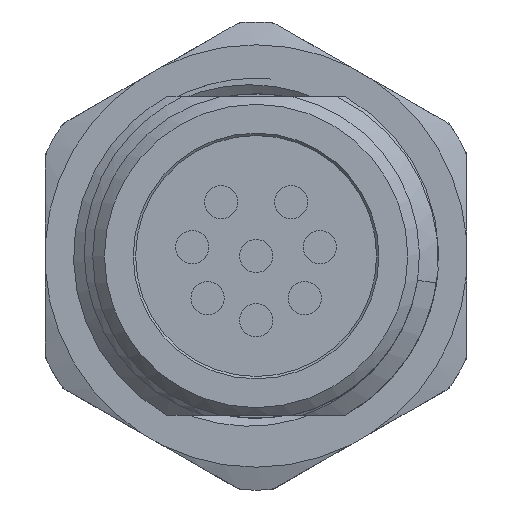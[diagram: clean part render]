
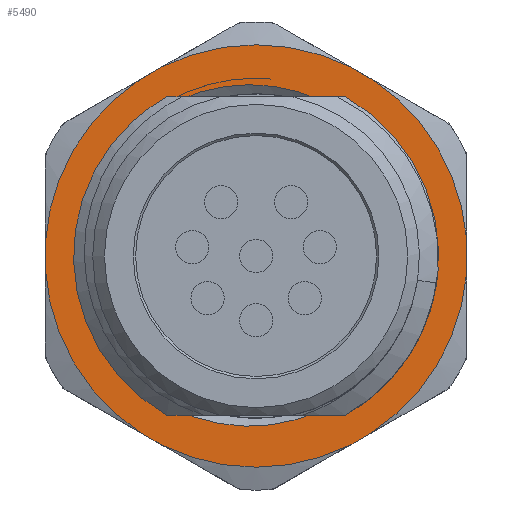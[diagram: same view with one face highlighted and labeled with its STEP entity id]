
A CAD part, left-side view. The second image highlights one B-rep face of the part: STEP entity #5490.
In plain terms, the highlighted planar face has unit normal (-1, 0, 0).
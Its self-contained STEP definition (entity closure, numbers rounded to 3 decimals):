
#396=PLANE('',#6489);
#530=B_SPLINE_CURVE_WITH_KNOTS('',3,(#30481,#30482,#30483,#30484,#30485,
#30486,#30487),.UNSPECIFIED.,.F.,.F.,(4,1,1,1,4),(0.,
0.004,0.009,0.013,0.017),
 .UNSPECIFIED.);
#531=B_SPLINE_CURVE_WITH_KNOTS('',3,(#30491,#30492,#30493,#30494,#30495,
#30496,#30497),.UNSPECIFIED.,.F.,.F.,(4,1,1,1,4),(0.,
0.004,0.009,0.013,0.017),
 .UNSPECIFIED.);
#752=LINE('',#30498,#958);
#753=LINE('',#30503,#959);
#754=LINE('',#30507,#960);
#755=LINE('',#30511,#961);
#756=LINE('',#30515,#962);
#757=LINE('',#30519,#963);
#958=VECTOR('',#7868,1000.);
#959=VECTOR('',#7871,1000.);
#960=VECTOR('',#7874,1000.);
#961=VECTOR('',#7877,1000.);
#962=VECTOR('',#7880,1000.);
#963=VECTOR('',#7883,1000.);
#2094=ORIENTED_EDGE('',*,*,#2948,.F.);
#2095=ORIENTED_EDGE('',*,*,#2949,.T.);
#2096=ORIENTED_EDGE('',*,*,#2950,.T.);
#2097=ORIENTED_EDGE('',*,*,#2951,.T.);
#2098=ORIENTED_EDGE('',*,*,#2952,.F.);
#2099=ORIENTED_EDGE('',*,*,#2953,.T.);
#2100=ORIENTED_EDGE('',*,*,#2954,.F.);
#2101=ORIENTED_EDGE('',*,*,#2955,.T.);
#2102=ORIENTED_EDGE('',*,*,#2956,.F.);
#2103=ORIENTED_EDGE('',*,*,#2957,.T.);
#2104=ORIENTED_EDGE('',*,*,#2958,.F.);
#2105=ORIENTED_EDGE('',*,*,#2959,.T.);
#2106=ORIENTED_EDGE('',*,*,#2960,.F.);
#2107=ORIENTED_EDGE('',*,*,#2961,.T.);
#2108=ORIENTED_EDGE('',*,*,#2962,.F.);
#2109=ORIENTED_EDGE('',*,*,#2963,.T.);
#2948=EDGE_CURVE('',#3515,#3516,#3869,.T.);
#2949=EDGE_CURVE('',#3515,#3517,#530,.T.);
#2950=EDGE_CURVE('',#3517,#3518,#3870,.F.);
#2951=EDGE_CURVE('',#3518,#3516,#531,.T.);
#2952=EDGE_CURVE('',#3519,#3520,#752,.T.);
#2953=EDGE_CURVE('',#3519,#3521,#3871,.F.);
#2954=EDGE_CURVE('',#3522,#3521,#753,.T.);
#2955=EDGE_CURVE('',#3522,#3523,#3872,.F.);
#2956=EDGE_CURVE('',#3524,#3523,#754,.T.);
#2957=EDGE_CURVE('',#3524,#3525,#3873,.F.);
#2958=EDGE_CURVE('',#3526,#3525,#755,.T.);
#2959=EDGE_CURVE('',#3526,#3527,#3874,.F.);
#2960=EDGE_CURVE('',#3528,#3527,#756,.T.);
#2961=EDGE_CURVE('',#3528,#3529,#3875,.F.);
#2962=EDGE_CURVE('',#3530,#3529,#757,.T.);
#2963=EDGE_CURVE('',#3530,#3520,#3876,.F.);
#3515=VERTEX_POINT('',#30479);
#3516=VERTEX_POINT('',#30480);
#3517=VERTEX_POINT('',#30488);
#3518=VERTEX_POINT('',#30490);
#3519=VERTEX_POINT('',#30499);
#3520=VERTEX_POINT('',#30500);
#3521=VERTEX_POINT('',#30502);
#3522=VERTEX_POINT('',#30504);
#3523=VERTEX_POINT('',#30506);
#3524=VERTEX_POINT('',#30508);
#3525=VERTEX_POINT('',#30510);
#3526=VERTEX_POINT('',#30512);
#3527=VERTEX_POINT('',#30514);
#3528=VERTEX_POINT('',#30516);
#3529=VERTEX_POINT('',#30518);
#3530=VERTEX_POINT('',#30520);
#3869=CIRCLE('',#6490,7.6);
#3870=CIRCLE('',#6491,6.93);
#3871=CIRCLE('',#6492,9.024);
#3872=CIRCLE('',#6493,9.024);
#3873=CIRCLE('',#6494,9.024);
#3874=CIRCLE('',#6495,9.024);
#3875=CIRCLE('',#6496,9.024);
#3876=CIRCLE('',#6497,9.024);
#4390=EDGE_LOOP('',(#2094,#2095,#2096,#2097));
#4391=EDGE_LOOP('',(#2098,#2099,#2100,#2101,#2102,#2103,#2104,#2105,#2106,
#2107,#2108,#2109));
#4961=FACE_BOUND('',#4390,.T.);
#4962=FACE_BOUND('',#4391,.T.);
#5490=ADVANCED_FACE('',(#4961,#4962),#396,.F.);
#6489=AXIS2_PLACEMENT_3D('',#30477,#7862,#7863);
#6490=AXIS2_PLACEMENT_3D('',#30478,#7864,#7865);
#6491=AXIS2_PLACEMENT_3D('',#30489,#7866,#7867);
#6492=AXIS2_PLACEMENT_3D('',#30501,#7869,#7870);
#6493=AXIS2_PLACEMENT_3D('',#30505,#7872,#7873);
#6494=AXIS2_PLACEMENT_3D('',#30509,#7875,#7876);
#6495=AXIS2_PLACEMENT_3D('',#30513,#7878,#7879);
#6496=AXIS2_PLACEMENT_3D('',#30517,#7881,#7882);
#6497=AXIS2_PLACEMENT_3D('',#30521,#7884,#7885);
#7862=DIRECTION('',(1.,0.,0.));
#7863=DIRECTION('',(0.,0.,-1.));
#7864=DIRECTION('',(-1.,0.,0.));
#7865=DIRECTION('',(0.,1.,0.));
#7866=DIRECTION('',(-1.,0.,0.));
#7867=DIRECTION('',(0.,0.,1.));
#7868=DIRECTION('',(0.,1.,0.));
#7869=DIRECTION('',(1.,0.,0.));
#7870=DIRECTION('',(0.,0.,-1.));
#7871=DIRECTION('',(0.,0.498,-0.867));
#7872=DIRECTION('',(1.,0.,0.));
#7873=DIRECTION('',(0.,0.,-1.));
#7874=DIRECTION('',(0.,-0.498,-0.867));
#7875=DIRECTION('',(1.,0.,0.));
#7876=DIRECTION('',(0.,0.,-1.));
#7877=DIRECTION('',(0.,-1.,0.));
#7878=DIRECTION('',(1.,0.,0.));
#7879=DIRECTION('',(0.,0.,-1.));
#7880=DIRECTION('',(0.,-0.497,0.868));
#7881=DIRECTION('',(1.,0.,0.));
#7882=DIRECTION('',(0.,0.,-1.));
#7883=DIRECTION('',(0.,0.497,0.868));
#7884=DIRECTION('',(1.,0.,0.));
#7885=DIRECTION('',(0.,0.,-1.));
#30477=CARTESIAN_POINT('',(-1.5,0.,0.));
#30478=CARTESIAN_POINT('',(-1.5,0.,0.));
#30479=CARTESIAN_POINT('',(-1.5,-4.081,6.411));
#30480=CARTESIAN_POINT('',(-1.5,3.02,6.974));
#30481=CARTESIAN_POINT('',(-1.5,-4.081,6.411));
#30482=CARTESIAN_POINT('',(-1.5,-5.265,5.593));
#30483=CARTESIAN_POINT('',(-1.5,-7.132,3.294));
#30484=CARTESIAN_POINT('',(-1.5,-7.622,-1.136));
#30485=CARTESIAN_POINT('',(-1.5,-5.55,-5.108));
#30486=CARTESIAN_POINT('',(-1.5,-2.928,-6.508));
#30487=CARTESIAN_POINT('',(-1.5,-1.511,-6.763));
#30488=CARTESIAN_POINT('',(-1.5,-1.511,-6.763));
#30489=CARTESIAN_POINT('',(-1.5,0.,0.));
#30490=CARTESIAN_POINT('',(-1.5,2.558,-6.441));
#30491=CARTESIAN_POINT('',(-1.5,2.558,-6.441));
#30492=CARTESIAN_POINT('',(-1.5,3.917,-5.964));
#30493=CARTESIAN_POINT('',(-1.5,6.29,-4.163));
#30494=CARTESIAN_POINT('',(-1.5,7.705,0.074));
#30495=CARTESIAN_POINT('',(-1.5,6.523,4.38));
#30496=CARTESIAN_POINT('',(-1.5,4.318,6.354));
#30497=CARTESIAN_POINT('',(-1.5,3.02,6.974));
#30498=CARTESIAN_POINT('',(-1.5,-4.376,-8.992));
#30499=CARTESIAN_POINT('',(-1.5,-0.764,-8.992));
#30500=CARTESIAN_POINT('',(-1.5,0.764,-8.992));
#30501=CARTESIAN_POINT('',(-1.5,0.,0.));
#30502=CARTESIAN_POINT('',(-1.5,-7.542,-4.955));
#30503=CARTESIAN_POINT('',(-1.5,-9.974,-0.725));
#30504=CARTESIAN_POINT('',(-1.5,-8.078,-4.024));
#30505=CARTESIAN_POINT('',(-1.5,0.,0.));
#30506=CARTESIAN_POINT('',(-1.5,-8.078,4.024));
#30507=CARTESIAN_POINT('',(-1.5,-5.646,8.254));
#30508=CARTESIAN_POINT('',(-1.5,-7.542,4.955));
#30509=CARTESIAN_POINT('',(-1.5,0.,0.));
#30510=CARTESIAN_POINT('',(-1.5,-0.537,9.008));
#30511=CARTESIAN_POINT('',(-1.5,4.342,9.008));
#30512=CARTESIAN_POINT('',(-1.5,0.537,9.008));
#30513=CARTESIAN_POINT('',(-1.5,0.,0.));
#30514=CARTESIAN_POINT('',(-1.5,7.551,4.941));
#30515=CARTESIAN_POINT('',(-1.5,9.975,0.706));
#30516=CARTESIAN_POINT('',(-1.5,8.085,4.008));
#30517=CARTESIAN_POINT('',(-1.5,0.,0.));
#30518=CARTESIAN_POINT('',(-1.5,8.085,-4.008));
#30519=CARTESIAN_POINT('',(-1.5,5.661,-8.243));
#30520=CARTESIAN_POINT('',(-1.5,7.551,-4.941));
#30521=CARTESIAN_POINT('',(-1.5,0.,0.));
